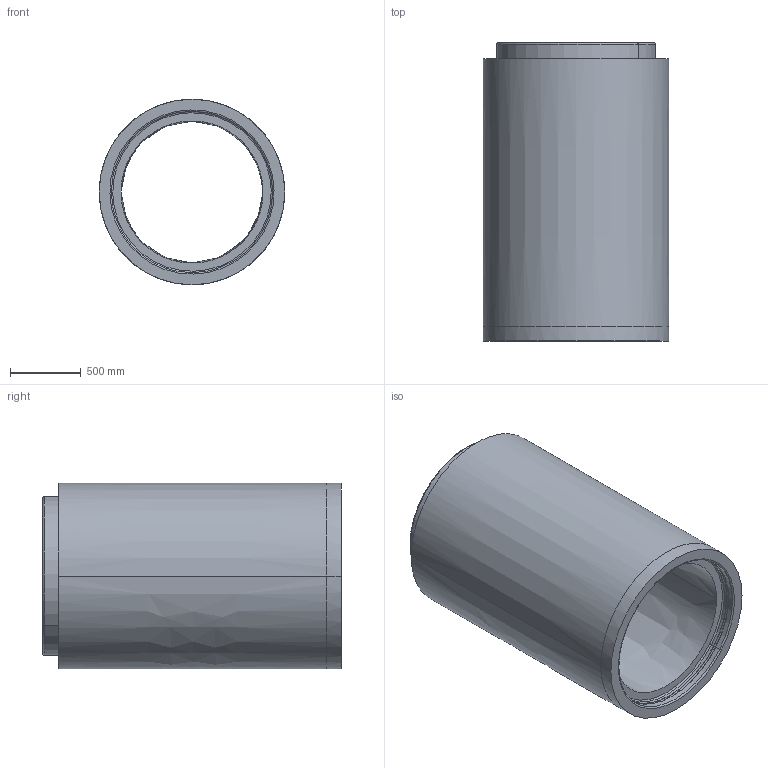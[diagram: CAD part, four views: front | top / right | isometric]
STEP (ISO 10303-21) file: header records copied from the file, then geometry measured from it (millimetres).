
FILE_DESCRIPTION (( 'STEP AP203' ), '1' );
FILE_NAME ('Rudus 1210203 EK-putki 1000x2000.step', '2020-02-28T06:45:40', ( '' ), ( '' ), 'SwSTEP 2.0', 'SolidWorks 2019', '' );
FILE_SCHEMA (( 'CONFIG_CONTROL_DESIGN' ));
Length unit declared in the file: millimetre
Products named in the file (2): Rudus 1210203 EK-putki 1000x2000; EK-osa-putkirunko
Assembly tree (1 placements, depth 2):
  Rudus 1210203 EK-putki 1000x2000
    EK-osa-putkirunko
Bounding box: 1306 x 2100 x 1306 mm (x, y, z)
Volume: 1101392627.7 mm3; surface area: 16269678.7 mm2
Topology: 1 solids, 1 shells, 107 faces, 360 edges, 266 vertices
Faces by surface type: bspline 80, cylinder 12, plane 7, torus 6, cone 2
Entity records: 22945 total; most frequent: CARTESIAN_POINT 20120, ORIENTED_EDGE 720, EDGE_CURVE 360, DIRECTION 312, VERTEX_POINT 266, B_SPLINE_CURVE_WITH_KNOTS 226, AXIS2_PLACEMENT_3D 147, EDGE_LOOP 120
